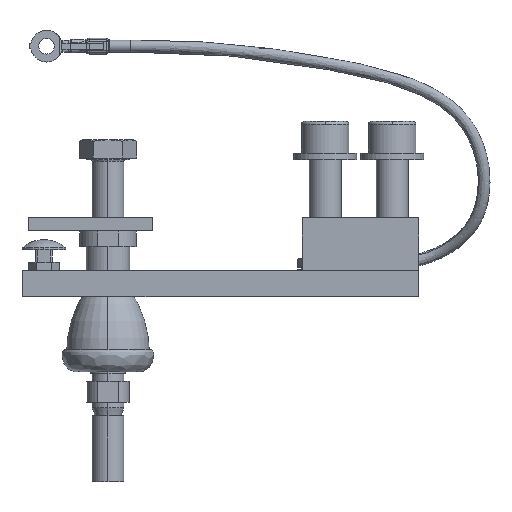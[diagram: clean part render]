
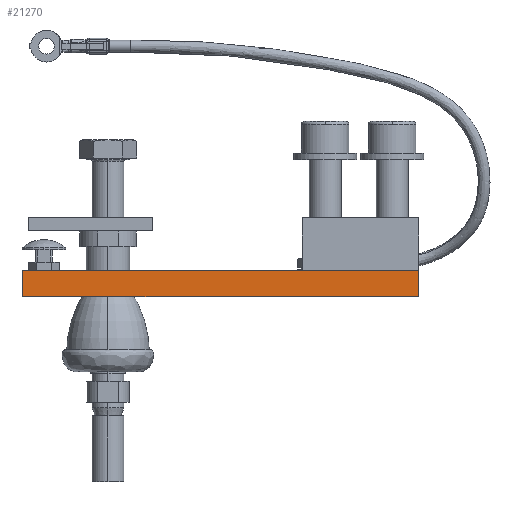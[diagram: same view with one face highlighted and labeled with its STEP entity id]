
A CAD part, left-side view. The second image highlights one B-rep face of the part: STEP entity #21270.
In plain terms, the highlighted planar face has unit normal (-1, 0, 0).
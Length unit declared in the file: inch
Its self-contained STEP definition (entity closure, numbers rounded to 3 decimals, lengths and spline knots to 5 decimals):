
#20 = LINE ( 'NONE', #17354, #29267 ) ;
#128 = CARTESIAN_POINT ( 'NONE',  ( -1.5748, 0., 0. ) ) ;
#1972 = CARTESIAN_POINT ( 'NONE',  ( -1.5748, -2.95276, 0.3937 ) ) ;
#2235 = LINE ( 'NONE', #12296, #3083 ) ;
#3083 = VECTOR ( 'NONE', #16744, 39.37008 ) ;
#4607 = EDGE_CURVE ( 'NONE', #28823, #19296, #7017, .T. ) ;
#5082 = DIRECTION ( 'NONE',  ( 0., -1., 0. ) ) ;
#5578 = LINE ( 'NONE', #22278, #30305 ) ;
#5591 = ORIENTED_EDGE ( 'NONE', *, *, #4607, .T. ) ;
#7017 = LINE ( 'NONE', #16562, #29634 ) ;
#8759 = VERTEX_POINT ( 'NONE', #25806 ) ;
#9759 = EDGE_CURVE ( 'NONE', #8759, #28823, #5578, .T. ) ;
#11077 = EDGE_CURVE ( 'NONE', #17733, #8759, #2235, .T. ) ;
#11164 = ORIENTED_EDGE ( 'NONE', *, *, #9759, .T. ) ;
#11468 = CARTESIAN_POINT ( 'NONE',  ( -1.5748, 2.95276, 0. ) ) ;
#12296 = CARTESIAN_POINT ( 'NONE',  ( -1.5748, 0., 0.3937 ) ) ;
#16562 = CARTESIAN_POINT ( 'NONE',  ( -1.5748, 0., 0. ) ) ;
#16744 = DIRECTION ( 'NONE',  ( 0., 1., 0. ) ) ;
#17252 = EDGE_LOOP ( 'NONE', ( #17347, #11164, #5591, #26846 ) ) ;
#17347 = ORIENTED_EDGE ( 'NONE', *, *, #11077, .T. ) ;
#17354 = CARTESIAN_POINT ( 'NONE',  ( -1.5748, -2.95276, 0. ) ) ;
#17733 = VERTEX_POINT ( 'NONE', #1972 ) ;
#19296 = VERTEX_POINT ( 'NONE', #30526 ) ;
#20266 = DIRECTION ( 'NONE',  ( -1., 0., 0. ) ) ;
#20593 = DIRECTION ( 'NONE',  ( 0., 0., -1. ) ) ;
#21270 = ADVANCED_FACE ( 'NONE', ( #32646 ), #30493, .T. ) ;
#21849 = DIRECTION ( 'NONE',  ( 0., -1., 0. ) ) ;
#22278 = CARTESIAN_POINT ( 'NONE',  ( -1.5748, 2.95276, 0. ) ) ;
#24719 = EDGE_CURVE ( 'NONE', #17733, #19296, #20, .T. ) ;
#25806 = CARTESIAN_POINT ( 'NONE',  ( -1.5748, 2.95276, 0.3937 ) ) ;
#26846 = ORIENTED_EDGE ( 'NONE', *, *, #24719, .F. ) ;
#27416 = DIRECTION ( 'NONE',  ( 0., 0., -1. ) ) ;
#28823 = VERTEX_POINT ( 'NONE', #11468 ) ;
#29267 = VECTOR ( 'NONE', #27416, 39.37008 ) ;
#29634 = VECTOR ( 'NONE', #21849, 39.37008 ) ;
#29717 = AXIS2_PLACEMENT_3D ( 'NONE', #128, #20266, #5082 ) ;
#30305 = VECTOR ( 'NONE', #20593, 39.37008 ) ;
#30493 = PLANE ( 'NONE',  #29717 ) ;
#30526 = CARTESIAN_POINT ( 'NONE',  ( -1.5748, -2.95276, 0. ) ) ;
#32646 = FACE_OUTER_BOUND ( 'NONE', #17252, .T. ) ;
